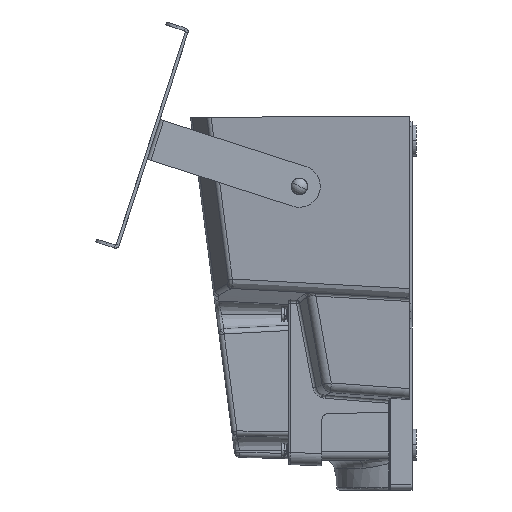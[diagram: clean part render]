
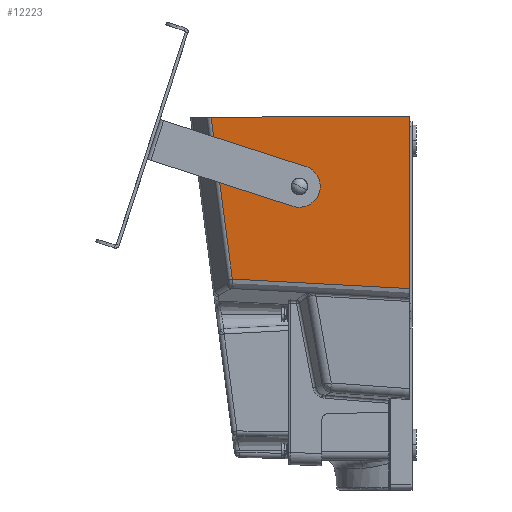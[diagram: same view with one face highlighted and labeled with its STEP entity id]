
A CAD part, left-side view. The second image highlights one B-rep face of the part: STEP entity #12223.
In plain terms, the highlighted face is planar.
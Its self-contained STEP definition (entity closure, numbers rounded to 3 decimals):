
#2628 = CARTESIAN_POINT ( 'NONE',  ( -67.397, -2.726, 48.731 ) ) ;
#5006 = EDGE_CURVE ( 'NONE', #38141, #68247, #10356, .T. ) ;
#5831 =( BOUNDED_CURVE ( )  B_SPLINE_CURVE ( 3, ( #67040, #105478, #115071, #57845 ),
 .UNSPECIFIED., .F., .F. ) 
 B_SPLINE_CURVE_WITH_KNOTS ( ( 4, 4 ),
 ( 2.357, 5.498 ),
 .UNSPECIFIED. ) 
 CURVE ( )  GEOMETRIC_REPRESENTATION_ITEM ( )  RATIONAL_B_SPLINE_CURVE ( ( 1., 0.333, 0.333, 1. ) ) 
 REPRESENTATION_ITEM ( '' )  );
#6272 = EDGE_LOOP ( 'NONE', ( #22290, #110078, #78854, #100720 ) ) ;
#7462 = CARTESIAN_POINT ( 'NONE',  ( -69.056, -52.223, 66.55 ) ) ;
#7839 = VECTOR ( 'NONE', #25384, 1000. ) ;
#8509 = B_SPLINE_CURVE_WITH_KNOTS ( 'NONE', 3,
 ( #87946, #21363, #107185, #49984, #116792, #59575, #2628, #69170, #12219, #78783, #21761 ),
 .UNSPECIFIED., .F., .F.,
 ( 4, 1, 1, 1, 2, 2, 4 ),
 ( 0., 0.25, 0.375, 0.437, 0.469, 0.5, 1. ),
 .UNSPECIFIED. ) ;
#10102 = EDGE_CURVE ( 'NONE', #31143, #38141, #8509, .T. ) ;
#10356 = B_SPLINE_CURVE_WITH_KNOTS ( 'NONE', 3,
 ( #68736, #11771, #30908, #40476 ),
 .UNSPECIFIED., .F., .F.,
 ( 4, 4 ),
 ( 0., 1. ),
 .UNSPECIFIED. ) ;
#11771 = CARTESIAN_POINT ( 'NONE',  ( -71.538, -32.937, 0. ) ) ;
#12219 = CARTESIAN_POINT ( 'NONE',  ( -68.32, -1.729, 30.155 ) ) ;
#12223 = ADVANCED_FACE ( 'NONE', ( #74606, #58232 ), #34364, .T. ) ;
#16822 = CARTESIAN_POINT ( 'NONE',  ( -69.397, -58.723, 66.55 ) ) ;
#21363 = CARTESIAN_POINT ( 'NONE',  ( -65.254, -4.896, 91.731 ) ) ;
#21397 = CARTESIAN_POINT ( 'NONE',  ( -68.986, -98.502, 114.095 ) ) ;
#21761 = CARTESIAN_POINT ( 'NONE',  ( -69.807, 0.095, 0. ) ) ;
#22290 = ORIENTED_EDGE ( 'NONE', *, *, #5006, .T. ) ;
#25384 = DIRECTION ( 'NONE',  ( 0.053, 0.004, 0.999 ) ) ;
#26726 = EDGE_CURVE ( 'NONE', #31143, #116679, #72360, .T. ) ;
#27325 = CARTESIAN_POINT ( 'NONE',  ( -69.738, -58.723, 60.05 ) ) ;
#29538 = VERTEX_POINT ( 'NONE', #27325 ) ;
#30410 = DIRECTION ( 'NONE',  ( -0.045, -0.99, 0.13 ) ) ;
#30908 = CARTESIAN_POINT ( 'NONE',  ( -73.269, -65.968, 0. ) ) ;
#31064 = ORIENTED_EDGE ( 'NONE', *, *, #83743, .F. ) ;
#31143 = VERTEX_POINT ( 'NONE', #32702 ) ;
#32702 = CARTESIAN_POINT ( 'NONE',  ( -64.747, -5.37, 101.866 ) ) ;
#33871 = ORIENTED_EDGE ( 'NONE', *, *, #78554, .F. ) ;
#34364 = PLANE ( 'NONE',  #98806 ) ;
#36223 =( BOUNDED_CURVE ( )  B_SPLINE_CURVE ( 3, ( #74394, #7462, #36557, #103261 ),
 .UNSPECIFIED., .F., .T. ) 
 B_SPLINE_CURVE_WITH_KNOTS ( ( 4, 4 ),
 ( 5.498, 8.64 ),
 .UNSPECIFIED. ) 
 CURVE ( )  GEOMETRIC_REPRESENTATION_ITEM ( )  RATIONAL_B_SPLINE_CURVE ( ( 1., 0.333, 0.333, 1. ) ) 
 REPRESENTATION_ITEM ( '' )  );
#36557 = CARTESIAN_POINT ( 'NONE',  ( -69.397, -52.223, 60.05 ) ) ;
#38141 = VERTEX_POINT ( 'NONE', #83936 ) ;
#40476 = CARTESIAN_POINT ( 'NONE',  ( -75., -99., 0. ) ) ;
#43898 = CARTESIAN_POINT ( 'NONE',  ( -64.623, 99., 0. ) ) ;
#49984 = CARTESIAN_POINT ( 'NONE',  ( -66.761, -3.399, 61.534 ) ) ;
#52361 = EDGE_LOOP ( 'NONE', ( #33871, #31064 ) ) ;
#53396 = DIRECTION ( 'NONE',  ( -0.997, 0.052, 0.052 ) ) ;
#57845 = CARTESIAN_POINT ( 'NONE',  ( -69.397, -58.723, 66.55 ) ) ;
#58232 = FACE_OUTER_BOUND ( 'NONE', #6272, .T. ) ;
#59575 = CARTESIAN_POINT ( 'NONE',  ( -67.293, -2.838, 50.827 ) ) ;
#63425 = VECTOR ( 'NONE', #30410, 1000. ) ;
#67040 = CARTESIAN_POINT ( 'NONE',  ( -69.738, -58.723, 60.05 ) ) ;
#68219 = CARTESIAN_POINT ( 'NONE',  ( -59.489, 110.151, 86.696 ) ) ;
#68247 = VERTEX_POINT ( 'NONE', #89007 ) ;
#68736 = CARTESIAN_POINT ( 'NONE',  ( -69.807, 0.095, 0. ) ) ;
#69170 = CARTESIAN_POINT ( 'NONE',  ( -67.449, -2.671, 47.688 ) ) ;
#72360 = LINE ( 'NONE', #68219, #63425 ) ;
#74394 = CARTESIAN_POINT ( 'NONE',  ( -69.397, -58.723, 66.55 ) ) ;
#74606 = FACE_BOUND ( 'NONE', #52361, .T. ) ;
#78554 = EDGE_CURVE ( 'NONE', #29538, #92270, #5831, .T. ) ;
#78783 = CARTESIAN_POINT ( 'NONE',  ( -69.089, -0.825, 14.602 ) ) ;
#78854 = ORIENTED_EDGE ( 'NONE', *, *, #26726, .F. ) ;
#83743 = EDGE_CURVE ( 'NONE', #92270, #29538, #36223, .T. ) ;
#83767 = LINE ( 'NONE', #120864, #7839 ) ;
#83936 = CARTESIAN_POINT ( 'NONE',  ( -69.807, 0.095, 0. ) ) ;
#87946 = CARTESIAN_POINT ( 'NONE',  ( -64.747, -5.37, 101.866 ) ) ;
#89007 = CARTESIAN_POINT ( 'NONE',  ( -75., -99., 0. ) ) ;
#92270 = VERTEX_POINT ( 'NONE', #16822 ) ;
#96998 = EDGE_CURVE ( 'NONE', #68247, #116679, #83767, .T. ) ;
#98806 = AXIS2_PLACEMENT_3D ( 'NONE', #43898, #53396, #120250 ) ;
#100720 = ORIENTED_EDGE ( 'NONE', *, *, #10102, .T. ) ;
#103261 = CARTESIAN_POINT ( 'NONE',  ( -69.738, -58.723, 60.05 ) ) ;
#105478 = CARTESIAN_POINT ( 'NONE',  ( -70.078, -65.223, 60.05 ) ) ;
#107185 = CARTESIAN_POINT ( 'NONE',  ( -65.979, -4.196, 77.228 ) ) ;
#110078 = ORIENTED_EDGE ( 'NONE', *, *, #96998, .T. ) ;
#115071 = CARTESIAN_POINT ( 'NONE',  ( -69.737, -65.223, 66.55 ) ) ;
#116679 = VERTEX_POINT ( 'NONE', #21397 ) ;
#116792 = CARTESIAN_POINT ( 'NONE',  ( -67.136, -3.006, 53.993 ) ) ;
#120250 = DIRECTION ( 'NONE',  ( 0.052, 0., 0.999 ) ) ;
#120864 = CARTESIAN_POINT ( 'NONE',  ( -75., -99., 0. ) ) ;
